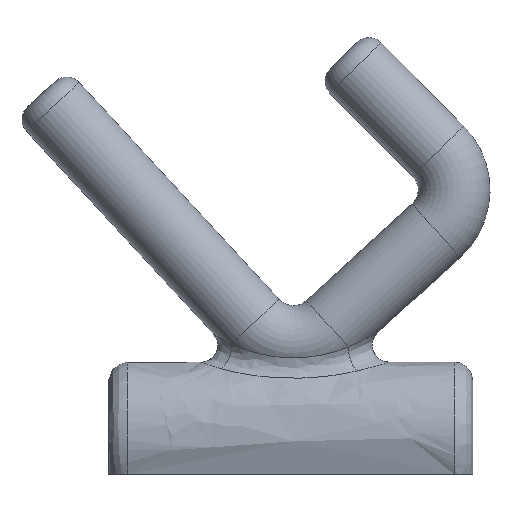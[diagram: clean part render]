
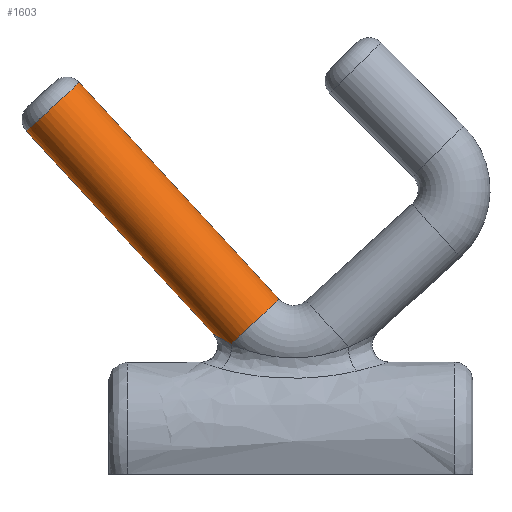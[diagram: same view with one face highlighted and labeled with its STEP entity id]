
A CAD part, left-side view. The second image highlights one B-rep face of the part: STEP entity #1603.
In plain terms, the highlighted cylindrical face has radius 4.218 mm (diameter 8.437 mm), a partial arc.
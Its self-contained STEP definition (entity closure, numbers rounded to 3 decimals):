
#94=LINE('',#2806,#214);
#96=LINE('',#2812,#216);
#214=VECTOR('',#1944,10.);
#216=VECTOR('',#1950,10.);
#333=CYLINDRICAL_SURFACE('',#1773,4.219);
#366=FACE_OUTER_BOUND('',#468,.T.);
#468=EDGE_LOOP('',(#1123,#1124,#1125,#1126,#1127));
#579=B_SPLINE_CURVE_WITH_KNOTS('',3,(#2697,#2698,#2699,#2700,#2701,#2702),
 .UNSPECIFIED.,.F.,.F.,(4,1,1,4),(0.,0.192,
0.32,0.448),.UNSPECIFIED.);
#630=CIRCLE('',#1774,4.219);
#631=CIRCLE('',#1775,4.219);
#696=VERTEX_POINT('',#2524);
#702=VERTEX_POINT('',#2688);
#709=VERTEX_POINT('',#2805);
#710=VERTEX_POINT('',#2809);
#711=VERTEX_POINT('',#2811);
#856=EDGE_CURVE('',#696,#702,#579,.T.);
#866=EDGE_CURVE('',#709,#702,#94,.T.);
#868=EDGE_CURVE('',#710,#696,#630,.T.);
#869=EDGE_CURVE('',#711,#710,#96,.T.);
#870=EDGE_CURVE('',#709,#711,#631,.T.);
#1123=ORIENTED_EDGE('',*,*,#856,.F.);
#1124=ORIENTED_EDGE('',*,*,#868,.F.);
#1125=ORIENTED_EDGE('',*,*,#869,.F.);
#1126=ORIENTED_EDGE('',*,*,#870,.F.);
#1127=ORIENTED_EDGE('',*,*,#866,.T.);
#1603=ADVANCED_FACE('',(#366),#333,.T.);
#1773=AXIS2_PLACEMENT_3D('',#2808,#1946,#1947);
#1774=AXIS2_PLACEMENT_3D('',#2810,#1948,#1949);
#1775=AXIS2_PLACEMENT_3D('',#2813,#1951,#1952);
#1944=DIRECTION('',(0.,-0.678,-0.735));
#1946=DIRECTION('center_axis',(0.,-0.678,-0.735));
#1947=DIRECTION('ref_axis',(0.,0.735,-0.678));
#1948=DIRECTION('center_axis',(0.,-0.678,
-0.735));
#1949=DIRECTION('ref_axis',(0.,0.735,-0.678));
#1950=DIRECTION('',(0.,-0.678,-0.735));
#1951=DIRECTION('center_axis',(0.,0.678,0.735));
#1952=DIRECTION('ref_axis',(-1.,0.,0.));
#2524=CARTESIAN_POINT('',(-2.909,28.391,10.807));
#2688=CARTESIAN_POINT('',(-0.534,30.497,12.012));
#2697=CARTESIAN_POINT('Ctrl Pts',(-2.909,28.391,10.807));
#2698=CARTESIAN_POINT('Ctrl Pts',(-2.667,28.832,11.043));
#2699=CARTESIAN_POINT('Ctrl Pts',(-2.21,29.526,11.423));
#2700=CARTESIAN_POINT('Ctrl Pts',(-1.386,30.263,11.849));
#2701=CARTESIAN_POINT('Ctrl Pts',(-0.823,30.473,11.986));
#2702=CARTESIAN_POINT('Ctrl Pts',(-0.534,30.497,12.012));
#2805=CARTESIAN_POINT('',(-0.534,52.424,35.799));
#2806=CARTESIAN_POINT('',(-0.534,53.779,37.27));
#2808=CARTESIAN_POINT('Origin',(-0.534,50.678,40.129));
#2809=CARTESIAN_POINT('',(-0.534,22.725,16.029));
#2810=CARTESIAN_POINT('Origin',(-0.534,25.827,13.17));
#2811=CARTESIAN_POINT('',(-0.534,46.22,41.518));
#2812=CARTESIAN_POINT('',(-0.534,47.576,42.988));
#2813=CARTESIAN_POINT('Origin',(-0.534,49.322,38.659));
